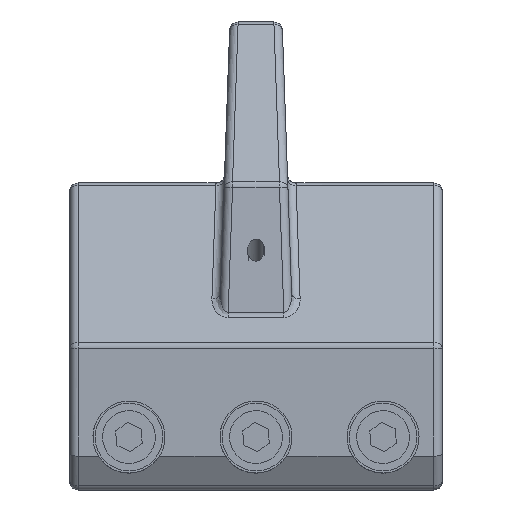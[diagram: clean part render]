
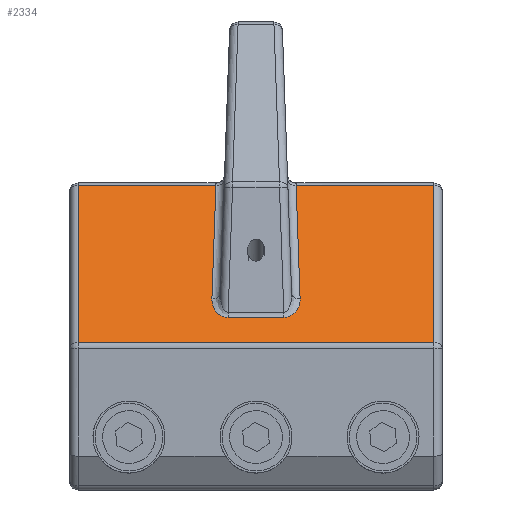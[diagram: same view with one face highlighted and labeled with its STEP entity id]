
A CAD part, front view. The second image highlights one B-rep face of the part: STEP entity #2334.
In plain terms, the highlighted planar face has unit normal (0, -0.707, 0.707).
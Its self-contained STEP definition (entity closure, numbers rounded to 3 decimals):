
#1327=CARTESIAN_POINT('Vertex',(-42.,-14.832,59.414)) ;
#1334=CARTESIAN_POINT('Vertex',(-42.,-51.914,22.332)) ;
#1337=CARTESIAN_POINT('Line Origine',(-42.,-48.082,26.164)) ;
#1736=CARTESIAN_POINT('Vertex',(42.,-14.832,59.414)) ;
#1739=CARTESIAN_POINT('Line Origine',(42.,-48.082,26.164)) ;
#1743=CARTESIAN_POINT('Vertex',(42.,-51.914,22.332)) ;
#2226=CARTESIAN_POINT('Axis2P3D Location',(0.,-51.914,22.332)) ;
#2231=CARTESIAN_POINT('Line Origine',(9.94,-28.23,46.016)) ;
#2235=CARTESIAN_POINT('Vertex',(10.408,-41.628,32.618)) ;
#2237=CARTESIAN_POINT('Vertex',(9.472,-14.832,59.414)) ;
#2241=CARTESIAN_POINT('Control Point',(6.571,-46.015,28.231)) ;
#2242=CARTESIAN_POINT('Control Point',(6.811,-46.015,28.231)) ;
#2243=CARTESIAN_POINT('Control Point',(7.051,-45.995,28.251)) ;
#2244=CARTESIAN_POINT('Control Point',(7.285,-45.955,28.291)) ;
#2245=CARTESIAN_POINT('Control Point',(7.69,-45.852,28.394)) ;
#2246=CARTESIAN_POINT('Control Point',(8.054,-45.703,28.543)) ;
#2247=CARTESIAN_POINT('Control Point',(8.208,-45.629,28.617)) ;
#2248=CARTESIAN_POINT('Control Point',(8.517,-45.458,28.788)) ;
#2249=CARTESIAN_POINT('Control Point',(8.787,-45.265,28.981)) ;
#2250=CARTESIAN_POINT('Control Point',(8.921,-45.157,29.089)) ;
#2251=CARTESIAN_POINT('Control Point',(9.185,-44.921,29.326)) ;
#2252=CARTESIAN_POINT('Control Point',(9.409,-44.669,29.577)) ;
#2253=CARTESIAN_POINT('Control Point',(9.517,-44.533,29.713)) ;
#2254=CARTESIAN_POINT('Control Point',(9.846,-44.074,30.173)) ;
#2255=CARTESIAN_POINT('Control Point',(10.08,-43.592,30.654)) ;
#2256=CARTESIAN_POINT('Control Point',(10.204,-43.251,30.995)) ;
#2257=CARTESIAN_POINT('Control Point',(10.341,-42.721,31.525)) ;
#2258=CARTESIAN_POINT('Control Point',(10.401,-42.187,32.059)) ;
#2259=CARTESIAN_POINT('Control Point',(10.412,-42.001,32.245)) ;
#2260=CARTESIAN_POINT('Control Point',(10.415,-41.814,32.432)) ;
#2261=CARTESIAN_POINT('Control Point',(10.408,-41.628,32.618)) ;
#2262=CARTESIAN_POINT('Vertex',(6.571,-46.015,28.231)) ;
#2265=CARTESIAN_POINT('Line Origine',(0.,-46.015,28.231)) ;
#2269=CARTESIAN_POINT('Vertex',(-6.571,-46.015,28.231)) ;
#2273=CARTESIAN_POINT('Control Point',(-10.408,-41.628,32.618)) ;
#2274=CARTESIAN_POINT('Control Point',(-10.415,-41.821,32.425)) ;
#2275=CARTESIAN_POINT('Control Point',(-10.412,-42.015,32.231)) ;
#2276=CARTESIAN_POINT('Control Point',(-10.399,-42.209,32.037)) ;
#2277=CARTESIAN_POINT('Control Point',(-10.355,-42.592,31.654)) ;
#2278=CARTESIAN_POINT('Control Point',(-10.269,-42.973,31.273)) ;
#2279=CARTESIAN_POINT('Control Point',(-10.217,-43.162,31.085)) ;
#2280=CARTESIAN_POINT('Control Point',(-10.094,-43.525,30.721)) ;
#2281=CARTESIAN_POINT('Control Point',(-9.928,-43.882,30.364)) ;
#2282=CARTESIAN_POINT('Control Point',(-9.836,-44.054,30.192)) ;
#2283=CARTESIAN_POINT('Control Point',(-9.638,-44.378,29.868)) ;
#2284=CARTESIAN_POINT('Control Point',(-9.392,-44.69,29.556)) ;
#2285=CARTESIAN_POINT('Control Point',(-9.263,-44.836,29.411)) ;
#2286=CARTESIAN_POINT('Control Point',(-8.996,-45.102,29.144)) ;
#2287=CARTESIAN_POINT('Control Point',(-8.679,-45.347,28.9)) ;
#2288=CARTESIAN_POINT('Control Point',(-8.517,-45.456,28.791)) ;
#2289=CARTESIAN_POINT('Control Point',(-8.151,-45.669,28.577)) ;
#2290=CARTESIAN_POINT('Control Point',(-7.727,-45.838,28.408)) ;
#2291=CARTESIAN_POINT('Control Point',(-7.487,-45.911,28.335)) ;
#2292=CARTESIAN_POINT('Control Point',(-7.157,-45.979,28.267)) ;
#2293=CARTESIAN_POINT('Control Point',(-6.815,-46.008,28.238)) ;
#2294=CARTESIAN_POINT('Control Point',(-6.734,-46.012,28.234)) ;
#2295=CARTESIAN_POINT('Control Point',(-6.652,-46.015,28.231)) ;
#2296=CARTESIAN_POINT('Control Point',(-6.571,-46.015,28.231)) ;
#2297=CARTESIAN_POINT('Vertex',(-10.408,-41.628,32.618)) ;
#2300=CARTESIAN_POINT('Line Origine',(-9.94,-28.23,46.016)) ;
#2304=CARTESIAN_POINT('Vertex',(-9.472,-14.832,59.414)) ;
#2307=CARTESIAN_POINT('Line Origine',(-25.736,-14.832,59.414)) ;
#2312=CARTESIAN_POINT('Line Origine',(0.,-51.914,22.332)) ;
#2317=CARTESIAN_POINT('Line Origine',(25.736,-14.832,59.414)) ;
#1338=DIRECTION('Vector Direction',(0.,0.707,0.707)) ;
#1740=DIRECTION('Vector Direction',(0.,-0.707,-0.707)) ;
#2227=DIRECTION('Axis2P3D Direction',(0.,0.707,-0.707)) ;
#2228=DIRECTION('Axis2P3D XDirection',(0.,0.707,0.707)) ;
#2232=DIRECTION('Vector Direction',(0.025,-0.707,-0.707)) ;
#2266=DIRECTION('Vector Direction',(-1.,0.,0.)) ;
#2301=DIRECTION('Vector Direction',(-0.025,-0.707,-0.707)) ;
#2308=DIRECTION('Vector Direction',(1.,0.,0.)) ;
#2313=DIRECTION('Vector Direction',(1.,0.,0.)) ;
#2318=DIRECTION('Vector Direction',(1.,0.,0.)) ;
#2229=AXIS2_PLACEMENT_3D('Plane Axis2P3D',#2226,#2227,#2228) ;
#2323=ORIENTED_EDGE('',*,*,#2239,.F.) ;
#2324=ORIENTED_EDGE('',*,*,#2264,.F.) ;
#2325=ORIENTED_EDGE('',*,*,#2271,.F.) ;
#2326=ORIENTED_EDGE('',*,*,#2299,.F.) ;
#2327=ORIENTED_EDGE('',*,*,#2306,.F.) ;
#2328=ORIENTED_EDGE('',*,*,#2311,.F.) ;
#2329=ORIENTED_EDGE('',*,*,#1341,.T.) ;
#2330=ORIENTED_EDGE('',*,*,#2316,.T.) ;
#2331=ORIENTED_EDGE('',*,*,#1745,.F.) ;
#2332=ORIENTED_EDGE('',*,*,#2321,.F.) ;
#1339=VECTOR('Line Direction',#1338,1.) ;
#1741=VECTOR('Line Direction',#1740,1.) ;
#2233=VECTOR('Line Direction',#2232,1.) ;
#2267=VECTOR('Line Direction',#2266,1.) ;
#2302=VECTOR('Line Direction',#2301,1.) ;
#2309=VECTOR('Line Direction',#2308,1.) ;
#2314=VECTOR('Line Direction',#2313,1.) ;
#2319=VECTOR('Line Direction',#2318,1.) ;
#2334=ADVANCED_FACE('PartBody',(#2333),#2230,.F.) ;
#2240=B_SPLINE_CURVE_WITH_KNOTS('',5,(#2241,#2242,#2243,#2244,#2245,#2246,#2247,#2248,#2249,#2250,#2251,#2252,#2253,#2254,#2255,#2256,#2257,#2258,#2259,#2260,#2261),.UNSPECIFIED.,.F.,.U.,(6,3,3,3,3,3,6),(16.075,17.417,18.502,19.73,21.112,24.309,26.024),.UNSPECIFIED.) ;
#2272=B_SPLINE_CURVE_WITH_KNOTS('',5,(#2273,#2274,#2275,#2276,#2277,#2278,#2279,#2280,#2281,#2282,#2283,#2284,#2285,#2286,#2287,#2288,#2289,#2290,#2291,#2292,#2293,#2294,#2295,#2296),.UNSPECIFIED.,.F.,.U.,(6,3,3,3,3,3,3,6),(14.277,16.057,17.803,19.456,20.963,22.298,23.767,24.223),.UNSPECIFIED.) ;
#1341=EDGE_CURVE('',#1328,#1335,#1340,.F.) ;
#1745=EDGE_CURVE('',#1737,#1744,#1742,.T.) ;
#2239=EDGE_CURVE('',#2236,#2238,#2234,.F.) ;
#2264=EDGE_CURVE('',#2263,#2236,#2240,.T.) ;
#2271=EDGE_CURVE('',#2270,#2263,#2268,.F.) ;
#2299=EDGE_CURVE('',#2298,#2270,#2272,.T.) ;
#2306=EDGE_CURVE('',#2305,#2298,#2303,.T.) ;
#2311=EDGE_CURVE('',#1328,#2305,#2310,.T.) ;
#2316=EDGE_CURVE('',#1335,#1744,#2315,.T.) ;
#2321=EDGE_CURVE('',#2238,#1737,#2320,.T.) ;
#2322=EDGE_LOOP('',(#2323,#2324,#2325,#2326,#2327,#2328,#2329,#2330,#2331,#2332)) ;
#2333=FACE_OUTER_BOUND('',#2322,.T.) ;
#1340=LINE('Line',#1337,#1339) ;
#1742=LINE('Line',#1739,#1741) ;
#2234=LINE('Line',#2231,#2233) ;
#2268=LINE('Line',#2265,#2267) ;
#2303=LINE('Line',#2300,#2302) ;
#2310=LINE('Line',#2307,#2309) ;
#2315=LINE('Line',#2312,#2314) ;
#2320=LINE('Line',#2317,#2319) ;
#2230=PLANE('',#2229) ;
#1328=VERTEX_POINT('',#1327) ;
#1335=VERTEX_POINT('',#1334) ;
#1737=VERTEX_POINT('',#1736) ;
#1744=VERTEX_POINT('',#1743) ;
#2236=VERTEX_POINT('',#2235) ;
#2238=VERTEX_POINT('',#2237) ;
#2263=VERTEX_POINT('',#2262) ;
#2270=VERTEX_POINT('',#2269) ;
#2298=VERTEX_POINT('',#2297) ;
#2305=VERTEX_POINT('',#2304) ;
